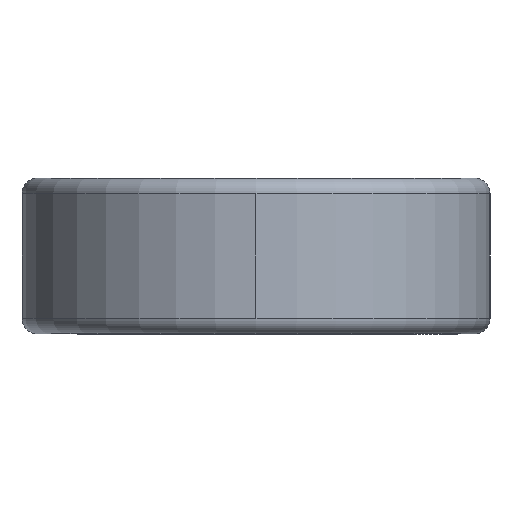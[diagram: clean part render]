
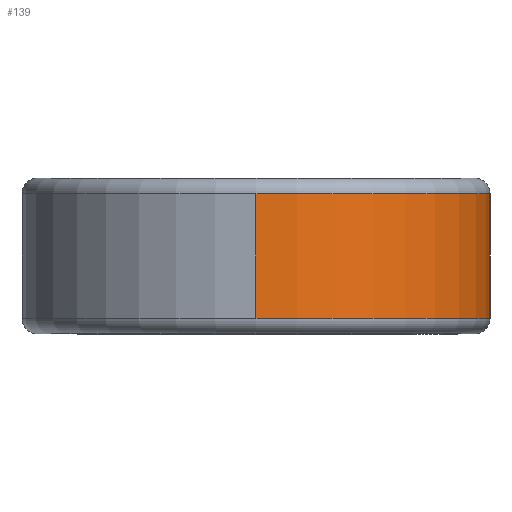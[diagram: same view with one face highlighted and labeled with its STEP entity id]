
A CAD part, left-side view. The second image highlights one B-rep face of the part: STEP entity #139.
In plain terms, the highlighted cylindrical face has radius 15 mm (diameter 30 mm), a partial arc.
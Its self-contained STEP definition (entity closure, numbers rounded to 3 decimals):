
#20 = AXIS2_PLACEMENT_3D ( 'NONE', #461, #2159, #1225 ) ;
#91 = EDGE_CURVE ( 'NONE', #95, #2193, #2212, .T. ) ;
#93 = VECTOR ( 'NONE', #1302, 1000. ) ;
#95 = VERTEX_POINT ( 'NONE', #350 ) ;
#139 = ADVANCED_FACE ( 'NONE', ( #444 ), #793, .T. ) ;
#350 = CARTESIAN_POINT ( 'NONE',  ( 0., -15., 9. ) ) ;
#365 = ORIENTED_EDGE ( 'NONE', *, *, #91, .F. ) ;
#419 = ORIENTED_EDGE ( 'NONE', *, *, #917, .T. ) ;
#444 = FACE_OUTER_BOUND ( 'NONE', #1619, .T. ) ;
#461 = CARTESIAN_POINT ( 'NONE',  ( 0., 0., 9. ) ) ;
#477 = CARTESIAN_POINT ( 'NONE',  ( -15., 0., 1. ) ) ;
#505 = CARTESIAN_POINT ( 'NONE',  ( 0., 0., 1. ) ) ;
#551 = LINE ( 'NONE', #1288, #830 ) ;
#602 = CARTESIAN_POINT ( 'NONE',  ( 0., 0., 10. ) ) ;
#687 = DIRECTION ( 'NONE',  ( 1., 0., 0. ) ) ;
#793 = CYLINDRICAL_SURFACE ( 'NONE', #2348, 15. ) ;
#830 = VECTOR ( 'NONE', #2036, 1000. ) ;
#917 = EDGE_CURVE ( 'NONE', #2157, #2408, #551, .T. ) ;
#1108 = CARTESIAN_POINT ( 'NONE',  ( -15., 0., 9. ) ) ;
#1225 = DIRECTION ( 'NONE',  ( 1., 0., 0. ) ) ;
#1248 = EDGE_CURVE ( 'NONE', #95, #2157, #1494, .T. ) ;
#1288 = CARTESIAN_POINT ( 'NONE',  ( -15., 0., 10. ) ) ;
#1302 = DIRECTION ( 'NONE',  ( 0., 0., -1. ) ) ;
#1359 = DIRECTION ( 'NONE',  ( 0., 0., -1. ) ) ;
#1494 = CIRCLE ( 'NONE', #20, 15. ) ;
#1541 = CIRCLE ( 'NONE', #2160, 15. ) ;
#1619 = EDGE_LOOP ( 'NONE', ( #1645, #419, #2388, #365 ) ) ;
#1645 = ORIENTED_EDGE ( 'NONE', *, *, #1248, .T. ) ;
#1709 = EDGE_CURVE ( 'NONE', #2408, #2193, #1541, .T. ) ;
#2036 = DIRECTION ( 'NONE',  ( 0., 0., -1. ) ) ;
#2077 = CARTESIAN_POINT ( 'NONE',  ( 0., -15., 1. ) ) ;
#2103 = DIRECTION ( 'NONE',  ( -1., 0., 0. ) ) ;
#2157 = VERTEX_POINT ( 'NONE', #1108 ) ;
#2159 = DIRECTION ( 'NONE',  ( 0., 0., -1. ) ) ;
#2160 = AXIS2_PLACEMENT_3D ( 'NONE', #505, #2378, #687 ) ;
#2193 = VERTEX_POINT ( 'NONE', #2077 ) ;
#2212 = LINE ( 'NONE', #2223, #93 ) ;
#2223 = CARTESIAN_POINT ( 'NONE',  ( 0., -15., 10. ) ) ;
#2348 = AXIS2_PLACEMENT_3D ( 'NONE', #602, #1359, #2103 ) ;
#2378 = DIRECTION ( 'NONE',  ( 0., 0., 1. ) ) ;
#2388 = ORIENTED_EDGE ( 'NONE', *, *, #1709, .T. ) ;
#2408 = VERTEX_POINT ( 'NONE', #477 ) ;
